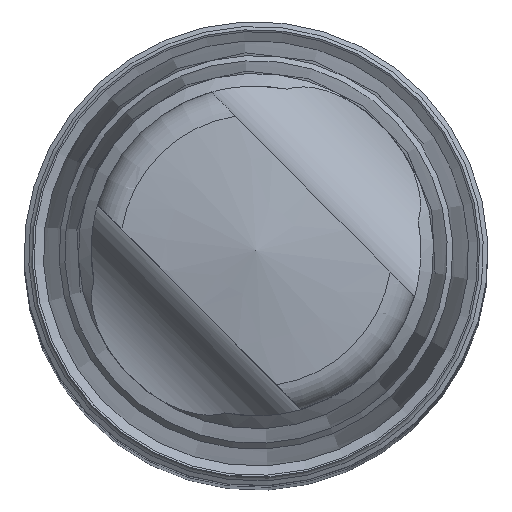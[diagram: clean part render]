
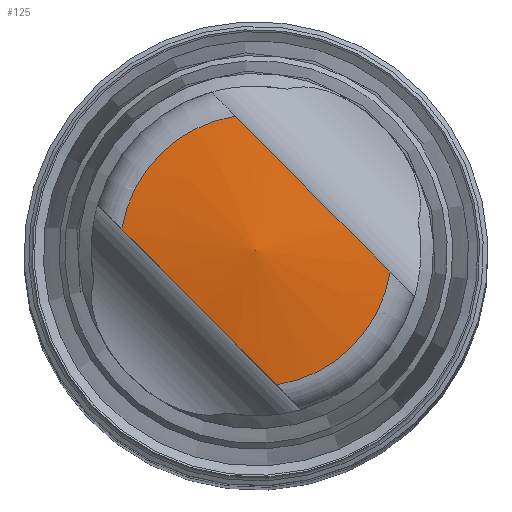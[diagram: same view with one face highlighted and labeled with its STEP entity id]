
A CAD part, top view. The second image highlights one B-rep face of the part: STEP entity #125.
In plain terms, the highlighted conical face has half-angle 82 degrees and reference radius 10.098 mm.
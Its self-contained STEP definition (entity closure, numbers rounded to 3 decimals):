
#66=VERTEX_LOOP('',#296);
#76=CONICAL_SURFACE('',#439,10.098,82.);
#98=FACE_BOUND('',#174,.T.);
#99=FACE_BOUND('',#66,.T.);
#125=ADVANCED_FACE('',(#98,#99),#76,.T.);
#174=EDGE_LOOP('',(#233,#234,#235,#236));
#233=ORIENTED_EDGE('',*,*,#332,.F.);
#234=ORIENTED_EDGE('',*,*,#311,.T.);
#235=ORIENTED_EDGE('',*,*,#333,.F.);
#236=ORIENTED_EDGE('',*,*,#330,.T.);
#277=VERTEX_POINT('',#621);
#278=VERTEX_POINT('',#635);
#294=VERTEX_POINT('',#720);
#295=VERTEX_POINT('',#722);
#296=VERTEX_POINT('',#752);
#311=EDGE_CURVE('',#277,#278,#344,.T.);
#330=EDGE_CURVE('',#295,#294,#356,.T.);
#332=EDGE_CURVE('',#277,#294,#380,.T.);
#333=EDGE_CURVE('',#295,#278,#381,.T.);
#344=CIRCLE('',#415,10.098);
#356=CIRCLE('',#437,10.098);
#380=B_SPLINE_CURVE_WITH_KNOTS('',3,(#740,#741,#742,#743,#744,#745),
 .UNSPECIFIED.,.F.,.F.,(4,2,4),(0.,0.5,1.),.UNSPECIFIED.);
#381=B_SPLINE_CURVE_WITH_KNOTS('',3,(#746,#747,#748,#749,#750,#751),
 .UNSPECIFIED.,.F.,.F.,(4,2,4),(0.,0.5,1.),.UNSPECIFIED.);
#415=AXIS2_PLACEMENT_3D('',#636,#480,#481);
#437=AXIS2_PLACEMENT_3D('',#721,#526,#527);
#439=AXIS2_PLACEMENT_3D('',#753,#530,#531);
#480=DIRECTION('',(0.,0.,1.));
#481=DIRECTION('',(0.993,-0.121,0.));
#526=DIRECTION('',(0.,0.,1.));
#527=DIRECTION('',(0.993,-0.121,0.));
#530=DIRECTION('',(0.,0.,-1.));
#531=DIRECTION('',(0.993,-0.121,0.));
#621=CARTESIAN_POINT('',(1.525,-9.982,116.081));
#635=CARTESIAN_POINT('',(9.971,-1.599,116.081));
#636=CARTESIAN_POINT('',(0.,0.,116.081));
#720=CARTESIAN_POINT('',(-9.971,1.599,116.081));
#721=CARTESIAN_POINT('',(0.,0.,116.081));
#722=CARTESIAN_POINT('',(-1.525,9.982,116.081));
#740=CARTESIAN_POINT('',(1.525,-9.982,116.081));
#741=CARTESIAN_POINT('',(-0.384,-8.059,116.388));
#742=CARTESIAN_POINT('',(-2.294,-6.135,116.663));
#743=CARTESIAN_POINT('',(-6.134,-2.266,116.665));
#744=CARTESIAN_POINT('',(-8.057,-0.329,116.389));
#745=CARTESIAN_POINT('',(-9.971,1.599,116.081));
#746=CARTESIAN_POINT('',(-1.525,9.982,116.081));
#747=CARTESIAN_POINT('',(0.384,8.059,116.388));
#748=CARTESIAN_POINT('',(2.294,6.135,116.663));
#749=CARTESIAN_POINT('',(6.134,2.266,116.665));
#750=CARTESIAN_POINT('',(8.057,0.329,116.389));
#751=CARTESIAN_POINT('',(9.971,-1.599,116.081));
#752=CARTESIAN_POINT('',(0.,0.,117.5));
#753=CARTESIAN_POINT('',(0.,0.,116.081));
